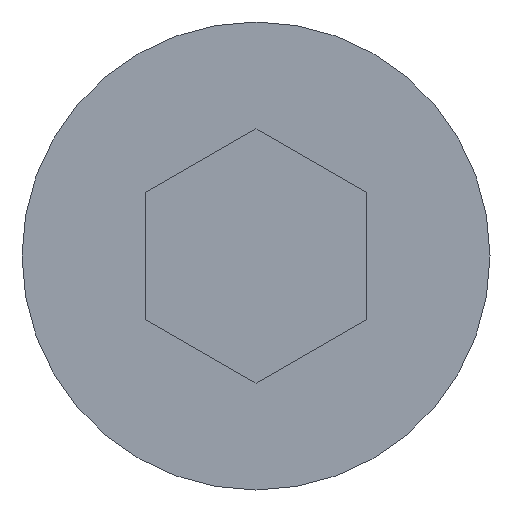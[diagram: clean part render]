
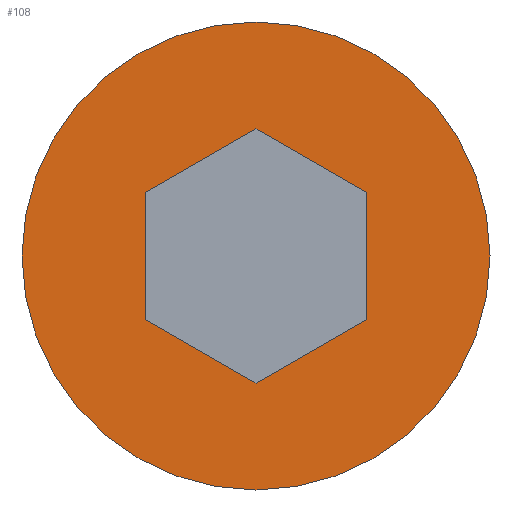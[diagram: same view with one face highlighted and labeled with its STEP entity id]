
A CAD part, left-side view. The second image highlights one B-rep face of the part: STEP entity #108.
In plain terms, the highlighted planar face has unit normal (-1, 0, 0).
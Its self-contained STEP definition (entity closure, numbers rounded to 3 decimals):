
#4 = AXIS2_PLACEMENT_3D ( 'NONE', #349, #422, #170 ) ;
#13 = ORIENTED_EDGE ( 'NONE', *, *, #408, .F. ) ;
#22 = EDGE_CURVE ( 'NONE', #467, #143, #419, .T. ) ;
#26 = ORIENTED_EDGE ( 'NONE', *, *, #440, .T. ) ;
#34 = EDGE_CURVE ( 'NONE', #476, #467, #149, .T. ) ;
#35 = CARTESIAN_POINT ( 'NONE',  ( -5., 2., 0. ) ) ;
#53 = EDGE_CURVE ( 'NONE', #394, #458, #351, .T. ) ;
#54 = VECTOR ( 'NONE', #87, 1000. ) ;
#55 = PLANE ( 'NONE',  #4 ) ;
#64 = FACE_OUTER_BOUND ( 'NONE', #156, .T. ) ;
#74 = DIRECTION ( 'NONE',  ( 0., 0., 1. ) ) ;
#75 = CARTESIAN_POINT ( 'NONE',  ( -5., 0., 0. ) ) ;
#83 = DIRECTION ( 'NONE',  ( 0., 0.866, 0.5 ) ) ;
#87 = DIRECTION ( 'NONE',  ( 0., 0.866, -0.5 ) ) ;
#96 = CARTESIAN_POINT ( 'NONE',  ( -5., 0., -2.309 ) ) ;
#104 = DIRECTION ( 'NONE',  ( 0., -0.866, 0.5 ) ) ;
#108 = ADVANCED_FACE ( 'NONE', ( #399, #64 ), #55, .T. ) ;
#111 = ORIENTED_EDGE ( 'NONE', *, *, #22, .T. ) ;
#127 = CIRCLE ( 'NONE', #215, 4.25 ) ;
#139 = VECTOR ( 'NONE', #158, 1000. ) ;
#140 = VECTOR ( 'NONE', #104, 1000. ) ;
#143 = VERTEX_POINT ( 'NONE', #96 ) ;
#149 = LINE ( 'NONE', #235, #428 ) ;
#156 = EDGE_LOOP ( 'NONE', ( #13, #474 ) ) ;
#158 = DIRECTION ( 'NONE',  ( 0., -0.866, -0.5 ) ) ;
#170 = DIRECTION ( 'NONE',  ( 0., 0., 1. ) ) ;
#174 = VERTEX_POINT ( 'NONE', #204 ) ;
#188 = LINE ( 'NONE', #192, #260 ) ;
#189 = LINE ( 'NONE', #35, #341 ) ;
#191 = AXIS2_PLACEMENT_3D ( 'NONE', #284, #460, #423 ) ;
#192 = CARTESIAN_POINT ( 'NONE',  ( -5., 0., -2.309 ) ) ;
#204 = CARTESIAN_POINT ( 'NONE',  ( -5., 2., 1.155 ) ) ;
#208 = ORIENTED_EDGE ( 'NONE', *, *, #297, .T. ) ;
#214 = EDGE_LOOP ( 'NONE', ( #111, #26, #294, #208, #459, #281 ) ) ;
#215 = AXIS2_PLACEMENT_3D ( 'NONE', #75, #372, #441 ) ;
#235 = CARTESIAN_POINT ( 'NONE',  ( -5., -2., 0. ) ) ;
#237 = DIRECTION ( 'NONE',  ( 0., 0., -1. ) ) ;
#242 = LINE ( 'NONE', #449, #139 ) ;
#260 = VECTOR ( 'NONE', #83, 1000. ) ;
#269 = VERTEX_POINT ( 'NONE', #356 ) ;
#276 = CARTESIAN_POINT ( 'NONE',  ( -5., -2., -1.155 ) ) ;
#280 = CARTESIAN_POINT ( 'NONE',  ( -5., -2., -1.155 ) ) ;
#281 = ORIENTED_EDGE ( 'NONE', *, *, #34, .T. ) ;
#284 = CARTESIAN_POINT ( 'NONE',  ( -5., 0., 0. ) ) ;
#288 = VERTEX_POINT ( 'NONE', #396 ) ;
#294 = ORIENTED_EDGE ( 'NONE', *, *, #411, .T. ) ;
#297 = EDGE_CURVE ( 'NONE', #174, #269, #350, .T. ) ;
#304 = CARTESIAN_POINT ( 'NONE',  ( -5., 0., 4.25 ) ) ;
#337 = CARTESIAN_POINT ( 'NONE',  ( -5., -2., 1.155 ) ) ;
#341 = VECTOR ( 'NONE', #74, 1000. ) ;
#349 = CARTESIAN_POINT ( 'NONE',  ( -5., 3.28, 0. ) ) ;
#350 = LINE ( 'NONE', #435, #140 ) ;
#351 = CIRCLE ( 'NONE', #191, 4.25 ) ;
#356 = CARTESIAN_POINT ( 'NONE',  ( -5., 0., 2.309 ) ) ;
#366 = CARTESIAN_POINT ( 'NONE',  ( -5., 0., -4.25 ) ) ;
#372 = DIRECTION ( 'NONE',  ( 1., 0., 0. ) ) ;
#394 = VERTEX_POINT ( 'NONE', #366 ) ;
#396 = CARTESIAN_POINT ( 'NONE',  ( -5., 2., -1.155 ) ) ;
#399 = FACE_BOUND ( 'NONE', #214, .T. ) ;
#408 = EDGE_CURVE ( 'NONE', #458, #394, #127, .T. ) ;
#411 = EDGE_CURVE ( 'NONE', #288, #174, #189, .T. ) ;
#419 = LINE ( 'NONE', #280, #54 ) ;
#422 = DIRECTION ( 'NONE',  ( -1., 0., 0. ) ) ;
#423 = DIRECTION ( 'NONE',  ( 0., 0., 1. ) ) ;
#428 = VECTOR ( 'NONE', #237, 1000. ) ;
#435 = CARTESIAN_POINT ( 'NONE',  ( -5., 2., 1.155 ) ) ;
#440 = EDGE_CURVE ( 'NONE', #143, #288, #188, .T. ) ;
#441 = DIRECTION ( 'NONE',  ( 0., 0., 1. ) ) ;
#449 = CARTESIAN_POINT ( 'NONE',  ( -5., 0., 2.309 ) ) ;
#458 = VERTEX_POINT ( 'NONE', #304 ) ;
#459 = ORIENTED_EDGE ( 'NONE', *, *, #465, .T. ) ;
#460 = DIRECTION ( 'NONE',  ( 1., 0., 0. ) ) ;
#465 = EDGE_CURVE ( 'NONE', #269, #476, #242, .T. ) ;
#467 = VERTEX_POINT ( 'NONE', #276 ) ;
#474 = ORIENTED_EDGE ( 'NONE', *, *, #53, .F. ) ;
#476 = VERTEX_POINT ( 'NONE', #337 ) ;
